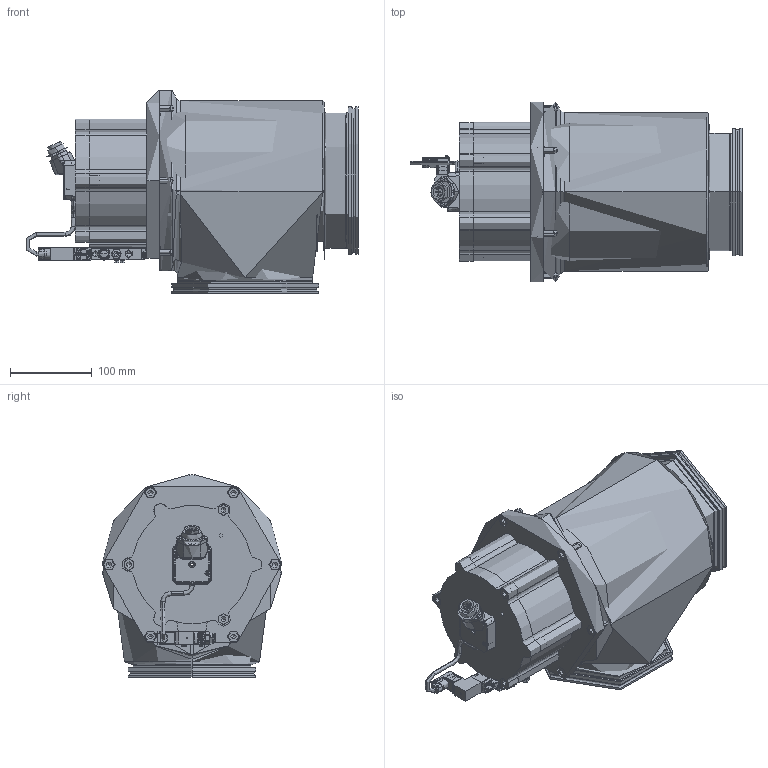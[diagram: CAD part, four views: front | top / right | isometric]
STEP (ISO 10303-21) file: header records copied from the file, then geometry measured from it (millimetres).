
FILE_DESCRIPTION (( 'STEP AP214' ), '1' );
FILE_NAME ('310VEP160-03.step', '2017-07-10T09:54:35', ( 'install' ), ( '' ), 'SwSTEP 2.0', 'SolidWorks 2015', '' );
FILE_SCHEMA (( 'AUTOMOTIVE_DESIGN' ));
Length unit declared in the file: millimetre
Products named in the file (1): 310VEP160-03
Bounding box: 405.84 x 220 x 248 mm (x, y, z)
Volume: 2827841.3 mm3
Topology: 60 solids, 63 shells, 5805 faces, 14700 edges, 9029 vertices
Faces by surface type: cylinder 2399, plane 1727, bspline 679, cone 402, torus 341, sphere 257
Entity records: 261507 total; most frequent: CARTESIAN_POINT 62063, ORIENTED_EDGE 29024, DIRECTION 28027, EDGE_CURVE 14512, AXIS2_PLACEMENT_3D 10967, VERTEX_POINT 9008, EDGE_LOOP 6196, VECTOR 6093
